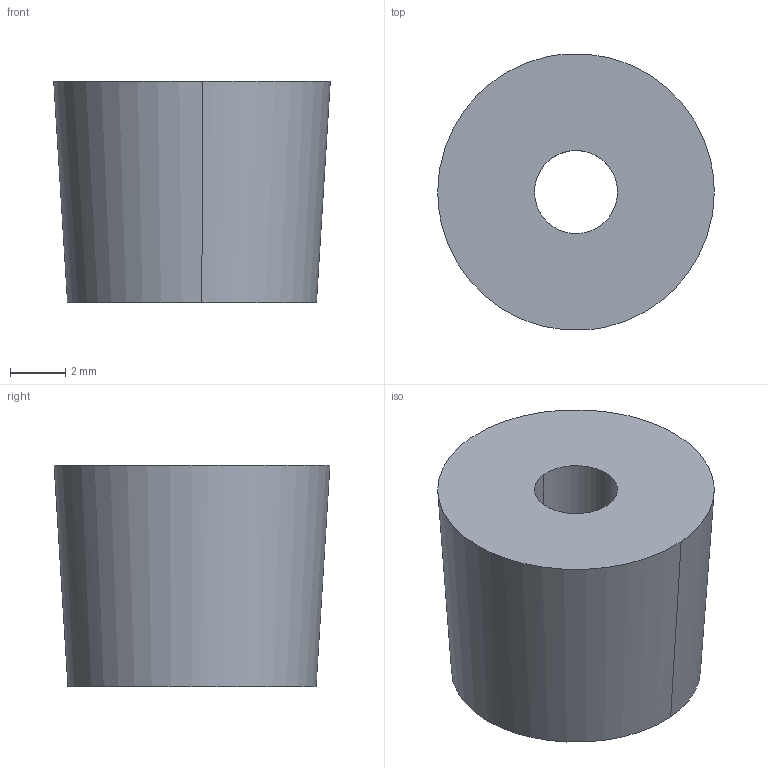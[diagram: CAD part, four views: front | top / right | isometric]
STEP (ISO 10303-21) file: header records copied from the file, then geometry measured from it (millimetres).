
FILE_DESCRIPTION((''),'2;1');
FILE_NAME('','2005-12-14T13:42:45',(''),(''),'','CADfix','');
FILE_SCHEMA(('AUTOMOTIVE_DESIGN'));
Length unit declared in the file: millimetre
Products named in the file (3): washer; rubber foot; CK_7_1202_36
Assembly tree (2 placements, depth 2):
  CK_7_1202_36
    washer
    rubber foot
Bounding box: 10 x 9.97 x 8 mm (x, y, z)
Volume: 405.9 mm3; surface area: 646.3 mm2
Topology: 2 solids, 2 shells, 21 faces, 70 edges, 56 vertices
Faces by surface type: bspline 21
Entity records: 961 total; most frequent: CARTESIAN_POINT 519, ORIENTED_EDGE 140, EDGE_CURVE 70, VERTEX_POINT 56, EDGE_LOOP 28, FACE_OUTER_BOUND 21, ADVANCED_FACE 21, DIRECTION 14
